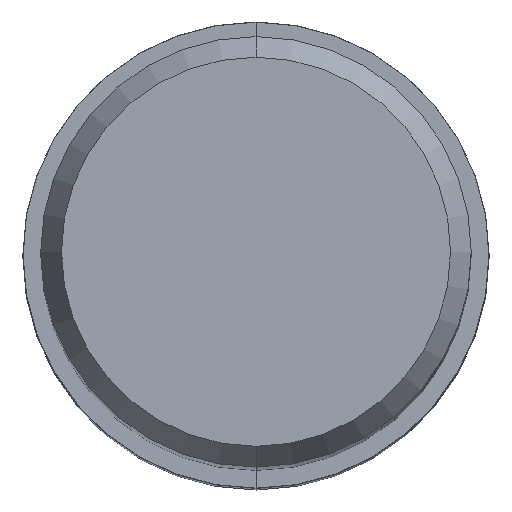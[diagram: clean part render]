
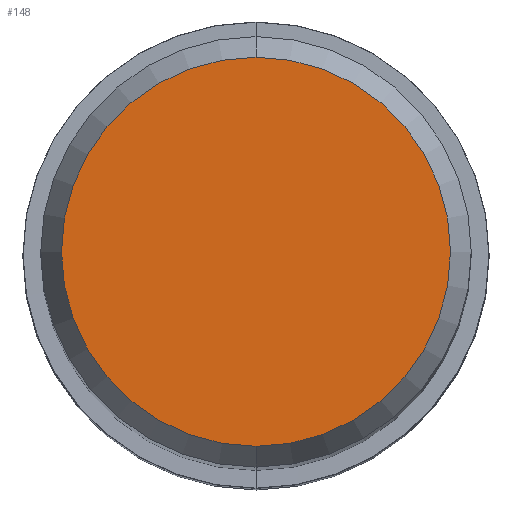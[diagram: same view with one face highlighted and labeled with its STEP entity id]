
A CAD part, top view. The second image highlights one B-rep face of the part: STEP entity #148.
In plain terms, the highlighted planar face has unit normal (0, 0, 1).
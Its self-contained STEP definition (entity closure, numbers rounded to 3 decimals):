
#102=EDGE_CURVE('',#146,#136,#218,.T.);
#136=VERTEX_POINT('',#253);
#144=EDGE_CURVE('',#136,#146,#262,.T.);
#146=VERTEX_POINT('',#264);
#148=ADVANCED_FACE('',(#266),#267,.T.);
#218=CIRCLE('',#342,4.304);
#253=CARTESIAN_POINT('',(0.,-4.304,0.01));
#262=CIRCLE('',#398,4.304);
#264=CARTESIAN_POINT('',(0.0,4.304,0.01));
#266=FACE_OUTER_BOUND('',#402,.T.);
#267=PLANE('',#403);
#342=AXIS2_PLACEMENT_3D('',#477,#478,#479);
#398=AXIS2_PLACEMENT_3D('',#511,#512,#513);
#402=EDGE_LOOP('',(#515,#516));
#403=AXIS2_PLACEMENT_3D('',#517,#518,#519);
#477=CARTESIAN_POINT('',(0.0,0.0,0.01));
#478=DIRECTION('',(0.0,0.0,-1.0));
#479=DIRECTION('',(0.0,1.0,0.0));
#511=CARTESIAN_POINT('',(0.0,0.0,0.01));
#512=DIRECTION('',(0.0,0.0,-1.0));
#513=DIRECTION('',(0.0,1.0,0.0));
#515=ORIENTED_EDGE('',*,*,#102,.F.);
#516=ORIENTED_EDGE('',*,*,#144,.F.);
#517=CARTESIAN_POINT('',(0.0,2.152,0.01));
#518=DIRECTION('',(-0.0,0.0,1.0));
#519=DIRECTION('',(0.0,-1.0,0.0));
